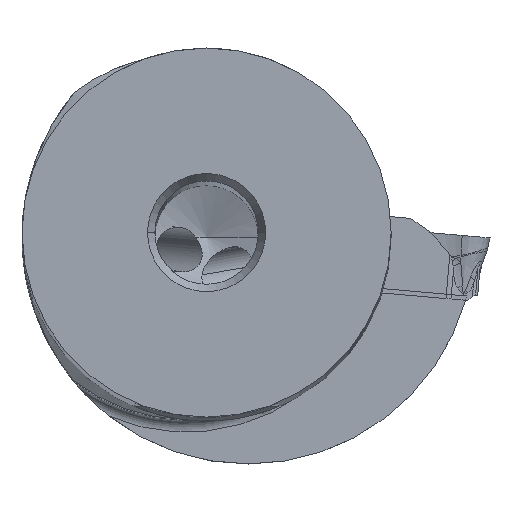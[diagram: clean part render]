
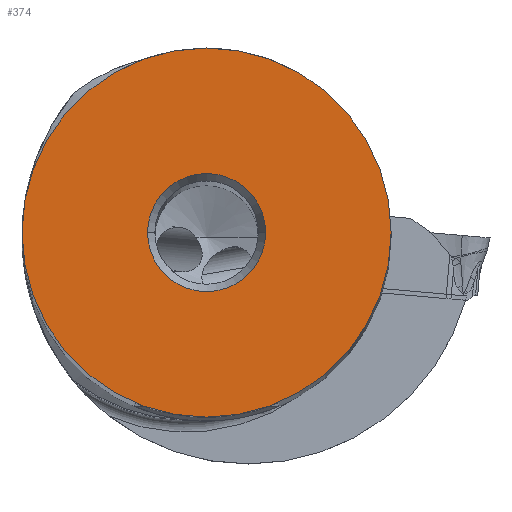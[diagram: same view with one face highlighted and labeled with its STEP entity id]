
A CAD part, top view. The second image highlights one B-rep face of the part: STEP entity #374.
In plain terms, the highlighted planar face has unit normal (0, 0, 1).
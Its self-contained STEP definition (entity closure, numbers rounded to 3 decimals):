
#65=FACE_BOUND('',#772,.T.);
#66=FACE_BOUND('',#773,.T.);
#374=ADVANCED_FACE('',(#65,#66),#431,.T.);
#431=PLANE('',#3778);
#772=EDGE_LOOP('',(#1737,#1738));
#773=EDGE_LOOP('',(#1739,#1740));
#1737=ORIENTED_EDGE('',*,*,#2679,.T.);
#1738=ORIENTED_EDGE('',*,*,#2672,.T.);
#1739=ORIENTED_EDGE('',*,*,#2684,.T.);
#1740=ORIENTED_EDGE('',*,*,#2685,.T.);
#2169=VERTEX_POINT('',#11265);
#2170=VERTEX_POINT('',#11266);
#2179=VERTEX_POINT('',#11289);
#2180=VERTEX_POINT('',#11290);
#2672=EDGE_CURVE('',#2169,#2170,#3108,.T.);
#2679=EDGE_CURVE('',#2170,#2169,#3109,.T.);
#2684=EDGE_CURVE('',#2179,#2180,#3110,.T.);
#2685=EDGE_CURVE('',#2180,#2179,#3111,.T.);
#3108=CIRCLE('',#3768,12.5);
#3109=CIRCLE('',#3772,12.5);
#3110=CIRCLE('',#3776,4.);
#3111=CIRCLE('',#3777,4.);
#3768=AXIS2_PLACEMENT_3D('',#11264,#4380,#4381);
#3772=AXIS2_PLACEMENT_3D('',#11278,#4392,#4393);
#3776=AXIS2_PLACEMENT_3D('',#11288,#4402,#4403);
#3777=AXIS2_PLACEMENT_3D('',#11291,#4404,#4405);
#3778=AXIS2_PLACEMENT_3D('',#11292,#4406,#4407);
#4380=DIRECTION('',(0.,0.,1.));
#4381=DIRECTION('',(1.,0.,0.));
#4392=DIRECTION('',(0.,0.,1.));
#4393=DIRECTION('',(-1.,0.,0.));
#4402=DIRECTION('',(0.,0.,-1.));
#4403=DIRECTION('',(-1.,0.,0.));
#4404=DIRECTION('',(0.,0.,-1.));
#4405=DIRECTION('',(1.,0.,0.));
#4406=DIRECTION('',(0.,0.,1.));
#4407=DIRECTION('',(-1.,0.,0.));
#11264=CARTESIAN_POINT('',(0.,0.,0.));
#11265=CARTESIAN_POINT('',(12.5,0.,0.));
#11266=CARTESIAN_POINT('',(-12.5,0.,0.));
#11278=CARTESIAN_POINT('',(0.,0.,0.));
#11288=CARTESIAN_POINT('',(0.,0.,0.));
#11289=CARTESIAN_POINT('',(-4.,0.,0.));
#11290=CARTESIAN_POINT('',(4.,0.,0.));
#11291=CARTESIAN_POINT('',(0.,0.,0.));
#11292=CARTESIAN_POINT('',(0.,0.,0.));
